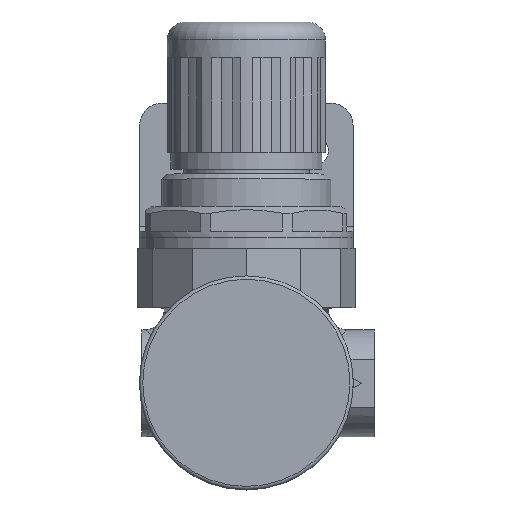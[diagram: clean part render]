
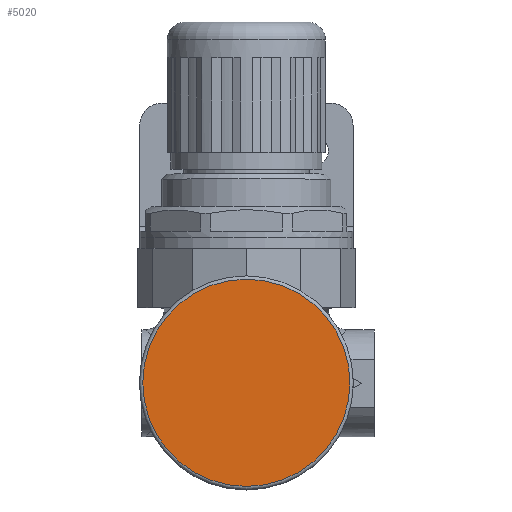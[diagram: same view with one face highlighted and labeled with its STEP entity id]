
A CAD part, top view. The second image highlights one B-rep face of the part: STEP entity #5020.
In plain terms, the highlighted planar face has unit normal (0, 0, 1).
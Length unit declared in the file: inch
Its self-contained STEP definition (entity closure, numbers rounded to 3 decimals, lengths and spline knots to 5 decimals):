
#456=CIRCLE('',#5467,0.72638);
#711=FACE_OUTER_BOUND('',#1042,.T.);
#1042=EDGE_LOOP('',(#4137));
#2288=VERTEX_POINT('',#10471);
#2922=EDGE_CURVE('',#2288,#2288,#456,.T.);
#4137=ORIENTED_EDGE('',*,*,#2922,.F.);
#4536=PLANE('',#5468);
#5020=ADVANCED_FACE('',(#711),#4536,.T.);
#5467=AXIS2_PLACEMENT_3D('',#10472,#6645,#6646);
#5468=AXIS2_PLACEMENT_3D('',#10473,#6647,#6648);
#6645=DIRECTION('center_axis',(0.,0.,-1.));
#6646=DIRECTION('ref_axis',(-1.,0.,0.));
#6647=DIRECTION('center_axis',(0.,0.,1.));
#6648=DIRECTION('ref_axis',(1.,0.,0.));
#10471=CARTESIAN_POINT('',(-0.72638,0.,1.25984));
#10472=CARTESIAN_POINT('Origin',(0.,0.,1.25984));
#10473=CARTESIAN_POINT('Origin',(-0.72638,0.,1.25984));
